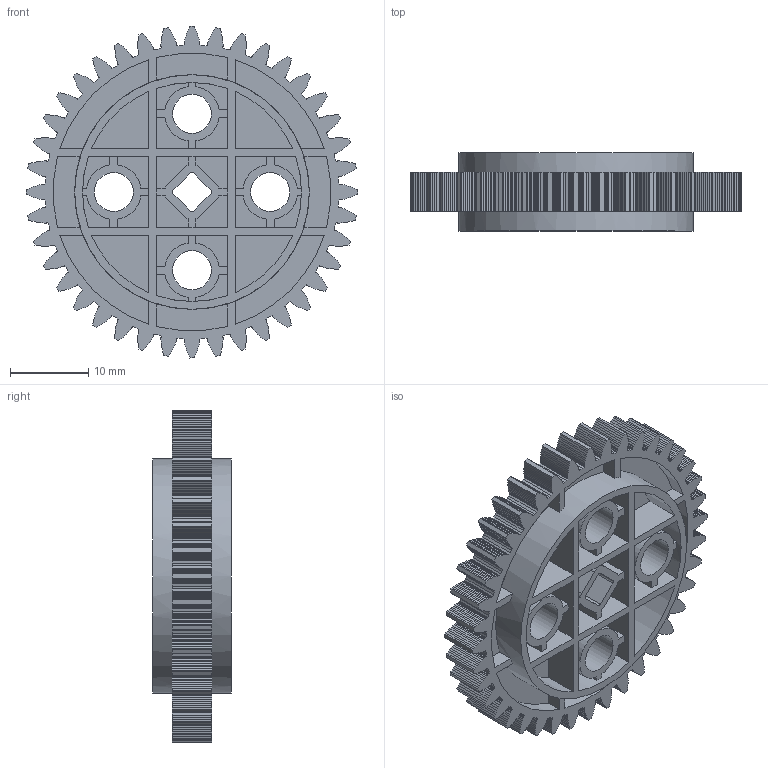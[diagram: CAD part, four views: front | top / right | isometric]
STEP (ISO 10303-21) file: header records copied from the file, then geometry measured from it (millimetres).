
FILE_DESCRIPTION(/* description */ ('','CAx-IF Rec.Pracs.---Representation and Presentation of Product Manufacturing Information (PMI)---4.0---2014-10-13'),/* implementation_level */ '2;1');
FILE_NAME(/* name */ 'G40.stp',/* time_stamp */ '2019-02-12T00:32:46+01:00',/* author */ ('Varga Daniel'),/* organization */ (''),/* preprocessor_version */ 'ST-DEVELOPER v17.2',/* originating_system */ 'Autodesk Inventor 2019',/* authorisation */ '');
FILE_SCHEMA (('AP242_MANAGED_MODEL_BASED_3D_ENGINEERING_MIM_LF { 1 0 10303 442 1 1 4 }'));
Length unit declared in the file: millimetre
Products named in the file (1): G40
Bounding box: 42.45 x 10 x 42.45 mm (x, y, z)
Volume: 4843.9 mm3; surface area: 8935 mm2
Topology: 1 solids, 1 shells, 1540 faces, 4554 edges, 3036 vertices
Faces by surface type: plane 1450, cylinder 90
Full cylindrical faces by diameter (mm): 5 x4, 30 x2
Entity records: 50696 total; most frequent: CARTESIAN_POINT 9148, ORIENTED_EDGE 9108, DIRECTION 7890, EDGE_CURVE 4554, LINE 4326, VECTOR 4326, VERTEX_POINT 3036, AXIS2_PLACEMENT_3D 1782
